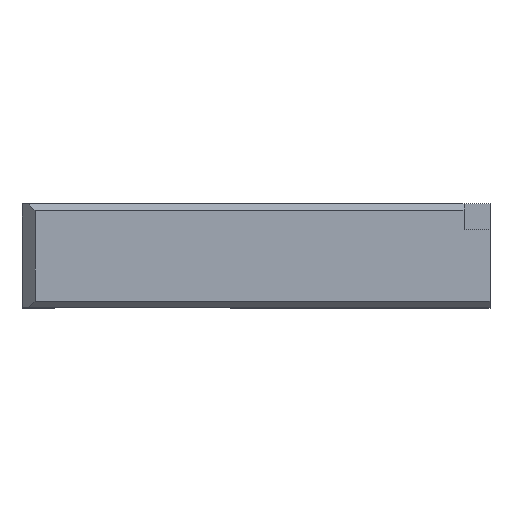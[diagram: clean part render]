
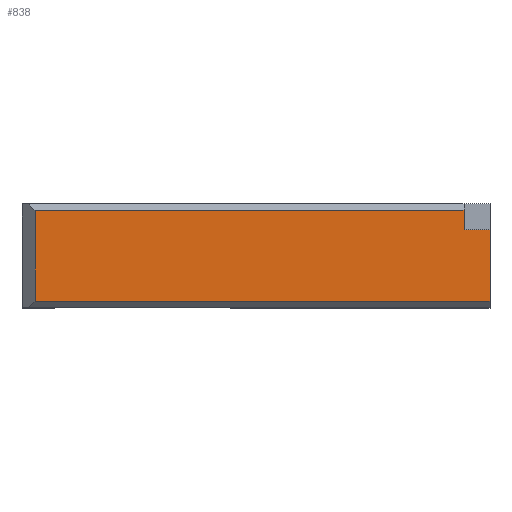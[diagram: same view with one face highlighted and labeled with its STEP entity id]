
A CAD part, top view. The second image highlights one B-rep face of the part: STEP entity #838.
In plain terms, the highlighted planar face has unit normal (0, 0, 1).
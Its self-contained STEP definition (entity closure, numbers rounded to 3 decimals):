
#491 = PLANE('',#492);
#492 = AXIS2_PLACEMENT_3D('',#493,#494,#495);
#493 = CARTESIAN_POINT('',(254.663,236.305,
    377.04));
#494 = DIRECTION('',(1.,0.,0.));
#495 = DIRECTION('',(0.,1.,0.));
#505 = EDGE_CURVE('',#506,#508,#510,.T.);
#506 = VERTEX_POINT('',#507);
#507 = CARTESIAN_POINT('',(252.663,243.225,
    373.62));
#508 = VERTEX_POINT('',#509);
#509 = CARTESIAN_POINT('',(254.663,243.225,
    373.62));
#510 = SURFACE_CURVE('',#511,(#514,#525),.PCURVE_S1.);
#511 = B_SPLINE_CURVE_WITH_KNOTS('',1,(#512,#513),.UNSPECIFIED.,.F.,.F.,
  (2,2),(-2.,0.),.PIECEWISE_BEZIER_KNOTS.);
#512 = CARTESIAN_POINT('',(252.663,243.225,
    373.62));
#513 = CARTESIAN_POINT('',(254.663,243.225,
    373.62));
#514 = PCURVE('',#515,#520);
#515 = PLANE('',#516);
#516 = AXIS2_PLACEMENT_3D('',#517,#518,#519);
#517 = CARTESIAN_POINT('',(254.983,243.225,
    373.35));
#518 = DIRECTION('',(0.,-1.,0.));
#519 = DIRECTION('',(-1.,0.,0.));
#520 = DEFINITIONAL_REPRESENTATION('',(#521),#524);
#521 = B_SPLINE_CURVE_WITH_KNOTS('',1,(#522,#523),.UNSPECIFIED.,.F.,.F.,
  (2,2),(-2.,0.),.PIECEWISE_BEZIER_KNOTS.);
#522 = CARTESIAN_POINT('',(2.32,-0.27));
#523 = CARTESIAN_POINT('',(0.32,-0.27));
#524 = ( GEOMETRIC_REPRESENTATION_CONTEXT(2) 
PARAMETRIC_REPRESENTATION_CONTEXT() REPRESENTATION_CONTEXT('2D SPACE',''
  ) );
#525 = PCURVE('',#526,#531);
#526 = PLANE('',#527);
#527 = AXIS2_PLACEMENT_3D('',#528,#529,#530);
#528 = CARTESIAN_POINT('',(216.043,236.905,
    373.62));
#529 = DIRECTION('',(0.,0.,1.));
#530 = DIRECTION('',(0.,-1.,0.));
#531 = DEFINITIONAL_REPRESENTATION('',(#532),#535);
#532 = B_SPLINE_CURVE_WITH_KNOTS('',1,(#533,#534),.UNSPECIFIED.,.F.,.F.,
  (2,2),(-2.,0.),.PIECEWISE_BEZIER_KNOTS.);
#533 = CARTESIAN_POINT('',(-6.32,36.62));
#534 = CARTESIAN_POINT('',(-6.32,38.62));
#535 = ( GEOMETRIC_REPRESENTATION_CONTEXT(2) 
PARAMETRIC_REPRESENTATION_CONTEXT() REPRESENTATION_CONTEXT('2D SPACE',''
  ) );
#594 = PLANE('',#595);
#595 = AXIS2_PLACEMENT_3D('',#596,#597,#598);
#596 = CARTESIAN_POINT('',(252.663,242.905,
    375.44));
#597 = DIRECTION('',(-1.,0.,0.));
#598 = DIRECTION('',(0.,-1.,0.));
#774 = EDGE_CURVE('',#775,#506,#777,.T.);
#775 = VERTEX_POINT('',#776);
#776 = CARTESIAN_POINT('',(252.663,244.725,
    373.62));
#777 = SURFACE_CURVE('',#778,(#781,#787),.PCURVE_S1.);
#778 = B_SPLINE_CURVE_WITH_KNOTS('',1,(#779,#780),.UNSPECIFIED.,.F.,.F.,
  (2,2),(-1.5,0.),.PIECEWISE_BEZIER_KNOTS.);
#779 = CARTESIAN_POINT('',(252.663,244.725,
    373.62));
#780 = CARTESIAN_POINT('',(252.663,243.225,
    373.62));
#781 = PCURVE('',#594,#782);
#782 = DEFINITIONAL_REPRESENTATION('',(#783),#786);
#783 = B_SPLINE_CURVE_WITH_KNOTS('',1,(#784,#785),.UNSPECIFIED.,.F.,.F.,
  (2,2),(-1.5,0.),.PIECEWISE_BEZIER_KNOTS.);
#784 = CARTESIAN_POINT('',(-1.82,-1.82));
#785 = CARTESIAN_POINT('',(-0.32,-1.82));
#786 = ( GEOMETRIC_REPRESENTATION_CONTEXT(2) 
PARAMETRIC_REPRESENTATION_CONTEXT() REPRESENTATION_CONTEXT('2D SPACE',''
  ) );
#787 = PCURVE('',#526,#788);
#788 = DEFINITIONAL_REPRESENTATION('',(#789),#792);
#789 = B_SPLINE_CURVE_WITH_KNOTS('',1,(#790,#791),.UNSPECIFIED.,.F.,.F.,
  (2,2),(-1.5,0.),.PIECEWISE_BEZIER_KNOTS.);
#790 = CARTESIAN_POINT('',(-7.82,36.62));
#791 = CARTESIAN_POINT('',(-6.32,36.62));
#792 = ( GEOMETRIC_REPRESENTATION_CONTEXT(2) 
PARAMETRIC_REPRESENTATION_CONTEXT() REPRESENTATION_CONTEXT('2D SPACE',''
  ) );
#828 = PLANE('',#829);
#829 = AXIS2_PLACEMENT_3D('',#830,#831,#832);
#830 = CARTESIAN_POINT('',(215.693,244.131,
    374.215));
#831 = DIRECTION('',(0.,0.707,0.707)
  );
#832 = DIRECTION('',(0.,0.707,-0.707)
  );
#838 = ADVANCED_FACE('',(#839),#526,.T.);
#839 = FACE_BOUND('',#840,.T.);
#840 = EDGE_LOOP('',(#841,#842,#843,#863,#888,#913));
#841 = ORIENTED_EDGE('',*,*,#505,.F.);
#842 = ORIENTED_EDGE('',*,*,#774,.F.);
#843 = ORIENTED_EDGE('',*,*,#844,.T.);
#844 = EDGE_CURVE('',#775,#845,#847,.T.);
#845 = VERTEX_POINT('',#846);
#846 = CARTESIAN_POINT('',(219.663,244.725,
    373.62));
#847 = SURFACE_CURVE('',#848,(#851,#857),.PCURVE_S1.);
#848 = B_SPLINE_CURVE_WITH_KNOTS('',1,(#849,#850),.UNSPECIFIED.,.F.,.F.,
  (2,2),(-33.,0.),.PIECEWISE_BEZIER_KNOTS.);
#849 = CARTESIAN_POINT('',(252.663,244.725,
    373.62));
#850 = CARTESIAN_POINT('',(219.663,244.725,
    373.62));
#851 = PCURVE('',#526,#852);
#852 = DEFINITIONAL_REPRESENTATION('',(#853),#856);
#853 = B_SPLINE_CURVE_WITH_KNOTS('',1,(#854,#855),.UNSPECIFIED.,.F.,.F.,
  (2,2),(-33.,0.),.PIECEWISE_BEZIER_KNOTS.);
#854 = CARTESIAN_POINT('',(-7.82,36.62));
#855 = CARTESIAN_POINT('',(-7.82,3.62));
#856 = ( GEOMETRIC_REPRESENTATION_CONTEXT(2) 
PARAMETRIC_REPRESENTATION_CONTEXT() REPRESENTATION_CONTEXT('2D SPACE',''
  ) );
#857 = PCURVE('',#828,#858);
#858 = DEFINITIONAL_REPRESENTATION('',(#859),#862);
#859 = B_SPLINE_CURVE_WITH_KNOTS('',1,(#860,#861),.UNSPECIFIED.,.F.,.F.,
  (2,2),(-33.,0.),.PIECEWISE_BEZIER_KNOTS.);
#860 = CARTESIAN_POINT('',(0.84,-36.97));
#861 = CARTESIAN_POINT('',(0.84,-3.97));
#862 = ( GEOMETRIC_REPRESENTATION_CONTEXT(2) 
PARAMETRIC_REPRESENTATION_CONTEXT() REPRESENTATION_CONTEXT('2D SPACE',''
  ) );
#863 = ORIENTED_EDGE('',*,*,#864,.T.);
#864 = EDGE_CURVE('',#845,#865,#867,.T.);
#865 = VERTEX_POINT('',#866);
#866 = CARTESIAN_POINT('',(219.663,237.725,
    373.62));
#867 = SURFACE_CURVE('',#868,(#871,#877),.PCURVE_S1.);
#868 = B_SPLINE_CURVE_WITH_KNOTS('',1,(#869,#870),.UNSPECIFIED.,.F.,.F.,
  (2,2),(-7.,0.),.PIECEWISE_BEZIER_KNOTS.);
#869 = CARTESIAN_POINT('',(219.663,244.725,
    373.62));
#870 = CARTESIAN_POINT('',(219.663,237.725,
    373.62));
#871 = PCURVE('',#526,#872);
#872 = DEFINITIONAL_REPRESENTATION('',(#873),#876);
#873 = B_SPLINE_CURVE_WITH_KNOTS('',1,(#874,#875),.UNSPECIFIED.,.F.,.F.,
  (2,2),(-7.,0.),.PIECEWISE_BEZIER_KNOTS.);
#874 = CARTESIAN_POINT('',(-7.82,3.62));
#875 = CARTESIAN_POINT('',(-0.82,3.62));
#876 = ( GEOMETRIC_REPRESENTATION_CONTEXT(2) 
PARAMETRIC_REPRESENTATION_CONTEXT() REPRESENTATION_CONTEXT('2D SPACE',''
  ) );
#877 = PCURVE('',#878,#883);
#878 = PLANE('',#879);
#879 = AXIS2_PLACEMENT_3D('',#880,#881,#882);
#880 = CARTESIAN_POINT('',(219.883,236.305,
    373.84));
#881 = DIRECTION('',(-0.707,0.,0.707)
  );
#882 = DIRECTION('',(0.707,0.,0.707));
#883 = DEFINITIONAL_REPRESENTATION('',(#884),#887);
#884 = B_SPLINE_CURVE_WITH_KNOTS('',1,(#885,#886),.UNSPECIFIED.,.F.,.F.,
  (2,2),(-7.,0.),.PIECEWISE_BEZIER_KNOTS.);
#885 = CARTESIAN_POINT('',(-0.311,8.42));
#886 = CARTESIAN_POINT('',(-0.311,1.42));
#887 = ( GEOMETRIC_REPRESENTATION_CONTEXT(2) 
PARAMETRIC_REPRESENTATION_CONTEXT() REPRESENTATION_CONTEXT('2D SPACE',''
  ) );
#888 = ORIENTED_EDGE('',*,*,#889,.T.);
#889 = EDGE_CURVE('',#865,#890,#892,.T.);
#890 = VERTEX_POINT('',#891);
#891 = CARTESIAN_POINT('',(254.663,237.725,
    373.62));
#892 = SURFACE_CURVE('',#893,(#896,#902),.PCURVE_S1.);
#893 = B_SPLINE_CURVE_WITH_KNOTS('',1,(#894,#895),.UNSPECIFIED.,.F.,.F.,
  (2,2),(-35.,0.),.PIECEWISE_BEZIER_KNOTS.);
#894 = CARTESIAN_POINT('',(219.663,237.725,
    373.62));
#895 = CARTESIAN_POINT('',(254.663,237.725,
    373.62));
#896 = PCURVE('',#526,#897);
#897 = DEFINITIONAL_REPRESENTATION('',(#898),#901);
#898 = B_SPLINE_CURVE_WITH_KNOTS('',1,(#899,#900),.UNSPECIFIED.,.F.,.F.,
  (2,2),(-35.,0.),.PIECEWISE_BEZIER_KNOTS.);
#899 = CARTESIAN_POINT('',(-0.82,3.62));
#900 = CARTESIAN_POINT('',(-0.82,38.62));
#901 = ( GEOMETRIC_REPRESENTATION_CONTEXT(2) 
PARAMETRIC_REPRESENTATION_CONTEXT() REPRESENTATION_CONTEXT('2D SPACE',''
  ) );
#902 = PCURVE('',#903,#908);
#903 = PLANE('',#904);
#904 = AXIS2_PLACEMENT_3D('',#905,#906,#907);
#905 = CARTESIAN_POINT('',(258.333,238.319,
    374.215));
#906 = DIRECTION('',(0.,-0.707,0.707)
  );
#907 = DIRECTION('',(0.,0.707,0.707)
  );
#908 = DEFINITIONAL_REPRESENTATION('',(#909),#912);
#909 = B_SPLINE_CURVE_WITH_KNOTS('',1,(#910,#911),.UNSPECIFIED.,.F.,.F.,
  (2,2),(-35.,0.),.PIECEWISE_BEZIER_KNOTS.);
#910 = CARTESIAN_POINT('',(-0.84,38.67));
#911 = CARTESIAN_POINT('',(-0.84,3.67));
#912 = ( GEOMETRIC_REPRESENTATION_CONTEXT(2) 
PARAMETRIC_REPRESENTATION_CONTEXT() REPRESENTATION_CONTEXT('2D SPACE',''
  ) );
#913 = ORIENTED_EDGE('',*,*,#914,.T.);
#914 = EDGE_CURVE('',#890,#508,#915,.T.);
#915 = SURFACE_CURVE('',#916,(#919,#925),.PCURVE_S1.);
#916 = B_SPLINE_CURVE_WITH_KNOTS('',1,(#917,#918),.UNSPECIFIED.,.F.,.F.,
  (2,2),(0.,5.5),.PIECEWISE_BEZIER_KNOTS.);
#917 = CARTESIAN_POINT('',(254.663,237.725,
    373.62));
#918 = CARTESIAN_POINT('',(254.663,243.225,
    373.62));
#919 = PCURVE('',#526,#920);
#920 = DEFINITIONAL_REPRESENTATION('',(#921),#924);
#921 = B_SPLINE_CURVE_WITH_KNOTS('',1,(#922,#923),.UNSPECIFIED.,.F.,.F.,
  (2,2),(0.,5.5),.PIECEWISE_BEZIER_KNOTS.);
#922 = CARTESIAN_POINT('',(-0.82,38.62));
#923 = CARTESIAN_POINT('',(-6.32,38.62));
#924 = ( GEOMETRIC_REPRESENTATION_CONTEXT(2) 
PARAMETRIC_REPRESENTATION_CONTEXT() REPRESENTATION_CONTEXT('2D SPACE',''
  ) );
#925 = PCURVE('',#491,#926);
#926 = DEFINITIONAL_REPRESENTATION('',(#927),#930);
#927 = B_SPLINE_CURVE_WITH_KNOTS('',1,(#928,#929),.UNSPECIFIED.,.F.,.F.,
  (2,2),(0.,5.5),.PIECEWISE_BEZIER_KNOTS.);
#928 = CARTESIAN_POINT('',(1.42,-3.42));
#929 = CARTESIAN_POINT('',(6.92,-3.42));
#930 = ( GEOMETRIC_REPRESENTATION_CONTEXT(2) 
PARAMETRIC_REPRESENTATION_CONTEXT() REPRESENTATION_CONTEXT('2D SPACE',''
  ) );
